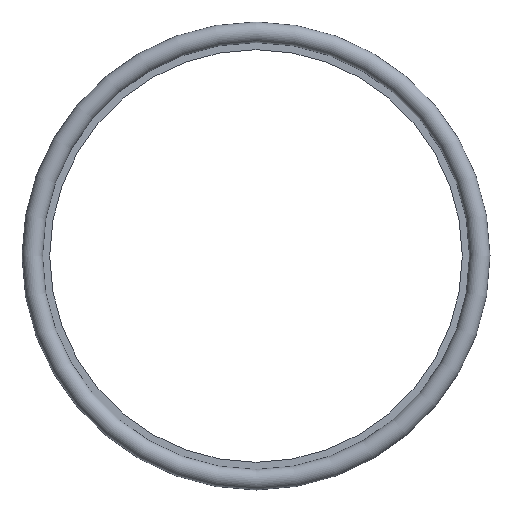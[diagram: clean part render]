
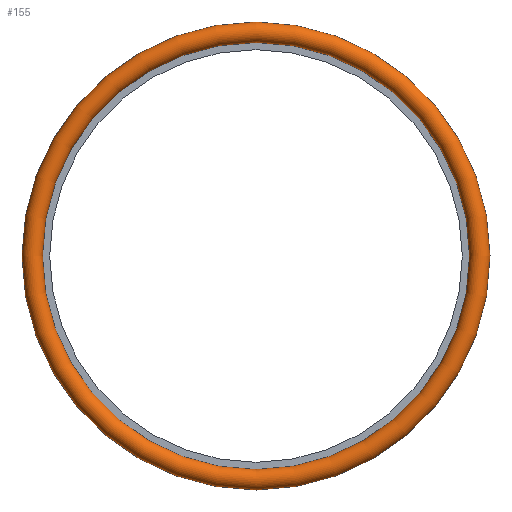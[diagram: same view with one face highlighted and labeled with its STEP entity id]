
A CAD part, left-side view. The second image highlights one B-rep face of the part: STEP entity #155.
In plain terms, the highlighted toroidal (fillet/blend) face has major radius 54.5 mm and minor radius 2.5 mm.
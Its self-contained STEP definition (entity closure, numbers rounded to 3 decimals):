
#121=CARTESIAN_POINT('',(-3.5,52.0,0.0));
#122=VERTEX_POINT('',#121);
#123=CARTESIAN_POINT('',(-3.5,0.0,0.0));
#124=DIRECTION('',(1.0,0.0,0.0));
#125=DIRECTION('',(0.0,1.0,0.0));
#126=AXIS2_PLACEMENT_3D('',#123,#124,#125);
#127=CIRCLE('',#126,52.0);
#128=EDGE_CURVE('',#122,#122,#127,.T.);
#136=CARTESIAN_POINT('',(-3.5,0.0,0.0));
#137=DIRECTION('',(1.0,0.0,0.0));
#138=DIRECTION('',(0.0,0.0,-1.0));
#139=AXIS2_PLACEMENT_3D('',#136,#137,#138);
#140=TOROIDAL_SURFACE('',#139,54.5,2.5);
#141=ORIENTED_EDGE('',*,*,#128,.T.);
#142=EDGE_LOOP('',(#141));
#143=FACE_OUTER_BOUND('',#142,.T.);
#144=CARTESIAN_POINT('',(-3.5,57.0,0.0));
#145=VERTEX_POINT('',#144);
#146=CARTESIAN_POINT('',(-3.5,0.0,0.0));
#147=DIRECTION('',(1.0,0.0,0.0));
#148=DIRECTION('',(0.0,1.0,0.0));
#149=AXIS2_PLACEMENT_3D('',#146,#147,#148);
#150=CIRCLE('',#149,57.0);
#151=EDGE_CURVE('',#145,#145,#150,.T.);
#152=ORIENTED_EDGE('',*,*,#151,.F.);
#153=EDGE_LOOP('',(#152));
#154=FACE_BOUND('',#153,.T.);
#155=ADVANCED_FACE('',(#143,#154),#140,.T.);
